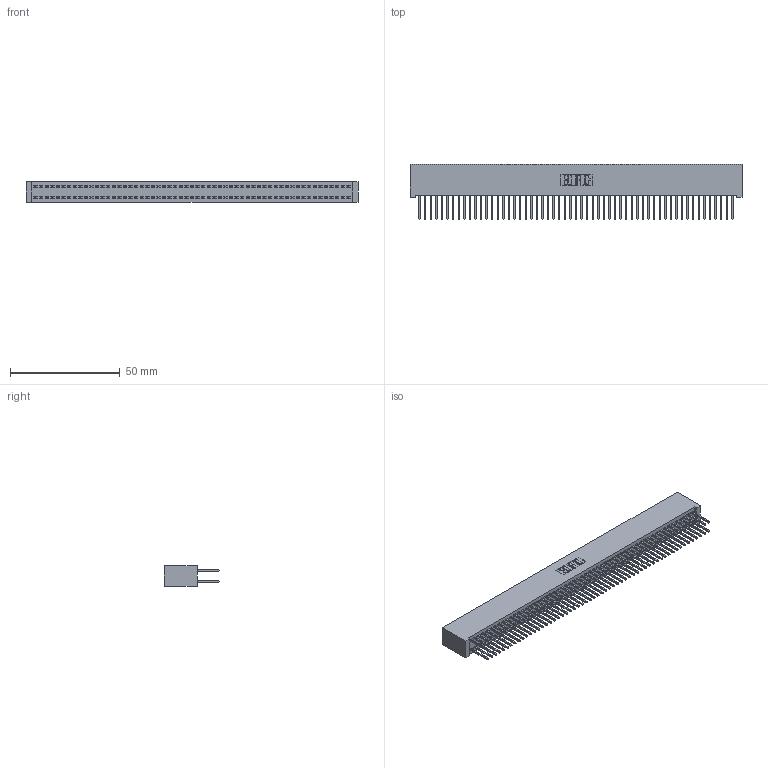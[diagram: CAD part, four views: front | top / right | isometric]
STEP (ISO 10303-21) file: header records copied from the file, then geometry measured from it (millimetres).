
FILE_DESCRIPTION (( 'STEP AP203' ), '1' );
FILE_NAME ('342-114-523-201.STEP', '2018-08-14T12:45:54', ( '' ), ( '' ), 'SwSTEP 2.0', 'SolidWorks 2016', '' );
FILE_SCHEMA (( 'CONFIG_CONTROL_DESIGN' ));
Length unit declared in the file: inch
Products named in the file (3): 342 Part_Lugless; 345-292-001_345-293-123; 342-114-523-201
Assembly tree (115 placements, depth 2):
  342-114-523-201
    342 Part_Lugless
    345-292-001_345-293-123  x114
Bounding box: 151.03 x 25.15 x 9.4 mm (x, y, z)
Volume: 14314.1 mm3; surface area: 25109.6 mm2
Topology: 115 solids, 115 shells, 6030 faces, 17945 edges, 11810 vertices
Faces by surface type: plane 4166, cylinder 1864
Entity records: 34339 total; most frequent: CARTESIAN_POINT 5670, ORIENTED_EDGE 5606, DIRECTION 4811, EDGE_CURVE 2803, LINE 2683, VECTOR 2683, VERTEX_POINT 1866, AXIS2_PLACEMENT_3D 1064
